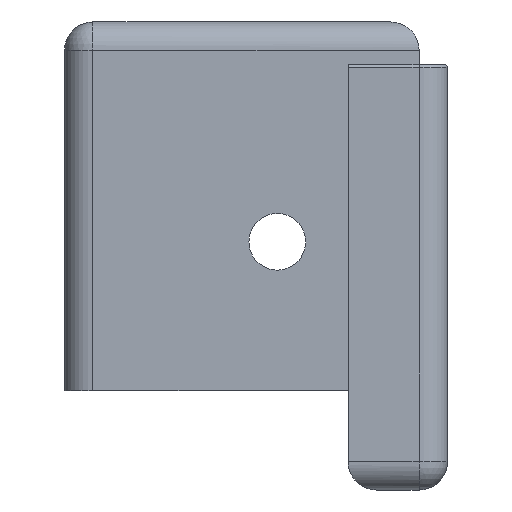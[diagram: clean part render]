
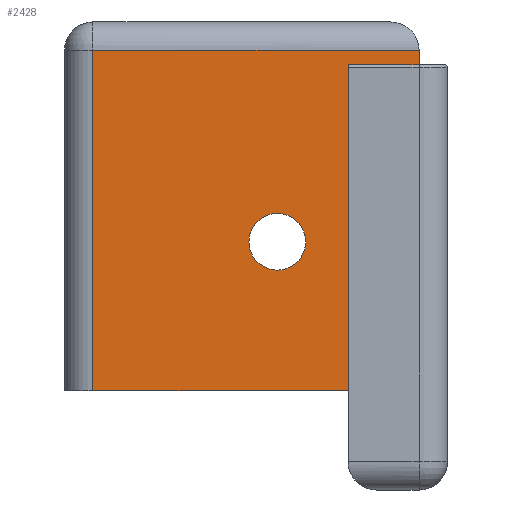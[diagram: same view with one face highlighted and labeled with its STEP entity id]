
A CAD part, left-side view. The second image highlights one B-rep face of the part: STEP entity #2428.
In plain terms, the highlighted planar face has unit normal (-1, 0, 0).
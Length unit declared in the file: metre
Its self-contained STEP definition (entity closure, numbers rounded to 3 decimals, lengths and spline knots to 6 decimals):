
#96=CIRCLE('',#2622,0.002);
#455=ORIENTED_EDGE('',*,*,#1030,.F.);
#456=ORIENTED_EDGE('',*,*,#1105,.T.);
#457=ORIENTED_EDGE('',*,*,#1106,.T.);
#458=ORIENTED_EDGE('',*,*,#1076,.T.);
#459=ORIENTED_EDGE('',*,*,#1084,.F.);
#460=ORIENTED_EDGE('',*,*,#1107,.F.);
#461=ORIENTED_EDGE('',*,*,#1108,.F.);
#1030=EDGE_CURVE('',#1360,#1361,#1577,.T.);
#1076=EDGE_CURVE('',#1396,#1395,#1620,.T.);
#1084=EDGE_CURVE('',#1401,#1395,#1625,.T.);
#1105=EDGE_CURVE('',#1360,#1417,#1645,.F.);
#1106=EDGE_CURVE('',#1417,#1396,#1646,.T.);
#1107=EDGE_CURVE('',#1361,#1401,#1647,.T.);
#1108=EDGE_CURVE('',#1418,#1418,#96,.T.);
#1360=VERTEX_POINT('',#3814);
#1361=VERTEX_POINT('',#3816);
#1395=VERTEX_POINT('',#3904);
#1396=VERTEX_POINT('',#3906);
#1401=VERTEX_POINT('',#3919);
#1417=VERTEX_POINT('',#3962);
#1418=VERTEX_POINT('',#3966);
#1577=LINE('',#3815,#1821);
#1620=LINE('',#3905,#1864);
#1625=LINE('',#3920,#1869);
#1645=LINE('',#3961,#1889);
#1646=LINE('',#3963,#1890);
#1647=LINE('',#3964,#1891);
#1821=VECTOR('',#3015,1.);
#1864=VECTOR('',#3082,1.);
#1869=VECTOR('',#3095,1.);
#1889=VECTOR('',#3127,1.);
#1890=VECTOR('',#3128,1.);
#1891=VECTOR('',#3129,1.);
#2020=EDGE_LOOP('',(#455,#456,#457,#458,#459,#460));
#2021=EDGE_LOOP('',(#461));
#2200=FACE_BOUND('',#2020,.T.);
#2201=FACE_BOUND('',#2021,.T.);
#2353=PLANE('',#2621);
#2428=ADVANCED_FACE('',(#2200,#2201),#2353,.F.);
#2621=AXIS2_PLACEMENT_3D('',#3960,#3125,#3126);
#2622=AXIS2_PLACEMENT_3D('',#3965,#3130,#3131);
#3015=DIRECTION('',(0.,0.,-1.));
#3082=DIRECTION('',(0.,-1.,0.));
#3095=DIRECTION('',(0.,0.,-1.));
#3125=DIRECTION('',(1.,0.,0.));
#3126=DIRECTION('',(0.,0.,-1.));
#3127=DIRECTION('',(0.,-1.,0.));
#3128=DIRECTION('',(0.,0.,-1.));
#3129=DIRECTION('',(0.,1.,0.));
#3130=DIRECTION('',(-1.,0.,0.));
#3131=DIRECTION('',(0.,0.,1.));
#3814=CARTESIAN_POINT('',(-0.0748,-0.014305,0.026));
#3815=CARTESIAN_POINT('',(-0.0748,-0.014305,0.03));
#3816=CARTESIAN_POINT('',(-0.0748,-0.014305,0.025));
#3904=CARTESIAN_POINT('',(-0.0748,-0.009305,0.002));
#3905=CARTESIAN_POINT('',(-0.0748,0.000695,0.002));
#3906=CARTESIAN_POINT('',(-0.0748,0.008695,0.002));
#3919=CARTESIAN_POINT('',(-0.0748,-0.009305,0.025));
#3920=CARTESIAN_POINT('',(-0.0748,-0.009305,0.009));
#3960=CARTESIAN_POINT('',(-0.0748,0.000695,0.009));
#3961=CARTESIAN_POINT('',(-0.0748,0.008695,0.026));
#3962=CARTESIAN_POINT('',(-0.0748,0.008695,0.026));
#3963=CARTESIAN_POINT('',(-0.0748,0.008695,0.009));
#3964=CARTESIAN_POINT('',(-0.0748,-0.012805,0.025));
#3965=CARTESIAN_POINT('',(-0.0748,-0.004305,0.0125));
#3966=CARTESIAN_POINT('',(-0.0748,-0.004305,0.0145));
